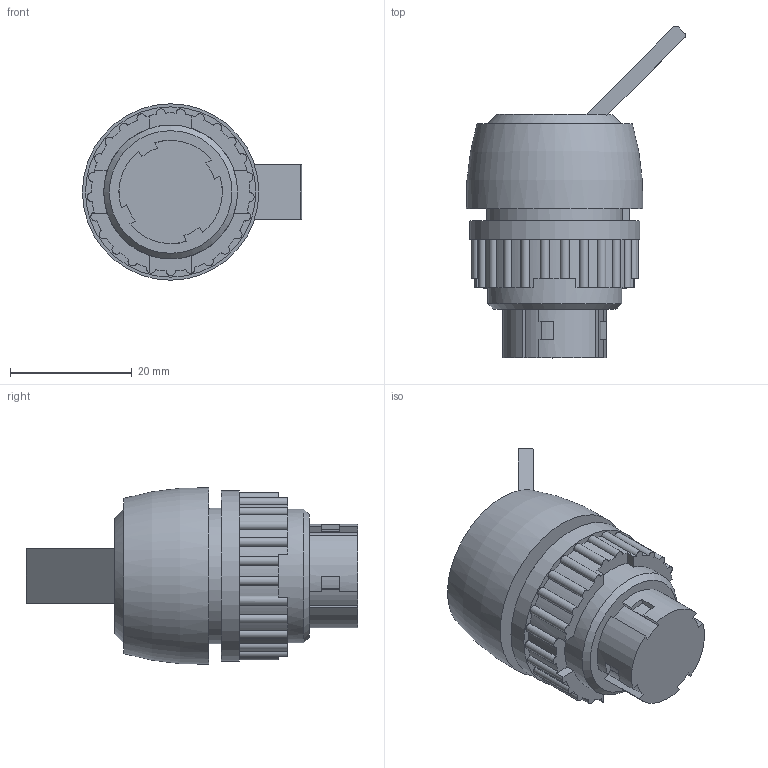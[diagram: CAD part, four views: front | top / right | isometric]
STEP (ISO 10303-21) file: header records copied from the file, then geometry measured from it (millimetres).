
FILE_DESCRIPTION(/* description */ ('STEP AP214'),/* implementation_level */ '2;1');
FILE_NAME(/* name */ '9305_H-22-SW',/* time_stamp */ '2024-08-28T22:52:30+02:00',/* author */ ('License CC BY-ND 4.0'),/* organization */ ('CADENAS'),/* preprocessor_version */ 'ST-DEVELOPER v19.3',/* originating_system */ 'PARTsolutions',/* authorisation */ ' ');
FILE_SCHEMA (('AUTOMOTIVE_DESIGN {1 0 10303 214 3 1 1}'));
Length unit declared in the file: millimetre
Products named in the file (1): 9305 H-22-SW
Bounding box: 36.02 x 54.54 x 29 mm (x, y, z)
Volume: 19513.3 mm3; surface area: 5357.7 mm2
Topology: 1 solids, 1 shells, 124 faces, 353 edges, 234 vertices
Faces by surface type: cylinder 67, plane 53, cone 3, torus 1
Full cylindrical faces by diameter (mm): 22 x1, 22.3 x1, 28 x1
Entity records: 4940 total; most frequent: DIRECTION 754, CARTESIAN_POINT 709, ORIENTED_EDGE 684, EDGE_CURVE 342, AXIS2_PLACEMENT_3D 291, VERTEX_POINT 230, LINE 172, VECTOR 172
